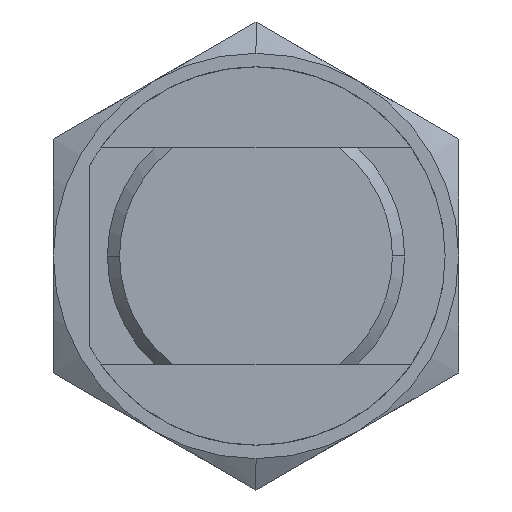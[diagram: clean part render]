
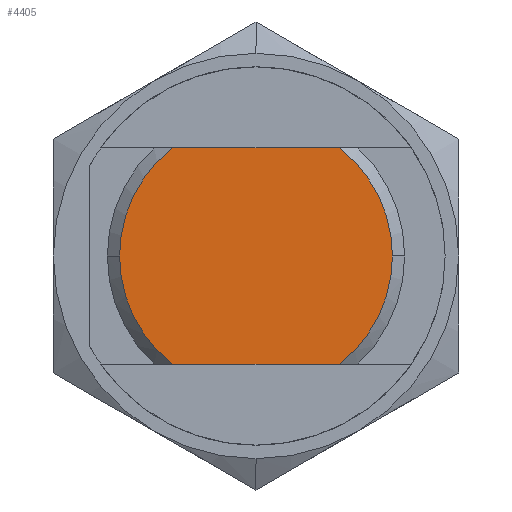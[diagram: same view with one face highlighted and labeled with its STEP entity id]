
A CAD part, front view. The second image highlights one B-rep face of the part: STEP entity #4405.
In plain terms, the highlighted planar face has unit normal (0, -1, 0).
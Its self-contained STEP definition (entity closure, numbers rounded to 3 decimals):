
#3525=CARTESIAN_POINT('',(10.1,0.0,0.));
#3526=VERTEX_POINT('',#3525);
#3533=CARTESIAN_POINT('',(6.165,0.0,-8.0));
#3534=VERTEX_POINT('',#3533);
#3535=CARTESIAN_POINT('',(0.0,0.0,0.0));
#3536=DIRECTION('',(0.0,1.0,0.0));
#3537=DIRECTION('',(1.0,0.0,0.0));
#3538=AXIS2_PLACEMENT_3D('',#3535,#3536,#3537);
#3539=CIRCLE('',#3538,10.1);
#3540=EDGE_CURVE('',#3526,#3534,#3539,.T.);
#3614=CARTESIAN_POINT('',(-10.1,0.0,0.));
#3615=VERTEX_POINT('',#3614);
#3622=CARTESIAN_POINT('',(-6.165,0.0,8.0));
#3623=VERTEX_POINT('',#3622);
#3624=CARTESIAN_POINT('',(0.0,0.0,0.0));
#3625=DIRECTION('',(0.0,1.0,0.0));
#3626=DIRECTION('',(-1.0,0.0,0.0));
#3627=AXIS2_PLACEMENT_3D('',#3624,#3625,#3626);
#3628=CIRCLE('',#3627,10.1);
#3629=EDGE_CURVE('',#3615,#3623,#3628,.T.);
#3663=CARTESIAN_POINT('',(-6.165,0.0,-8.0));
#3664=VERTEX_POINT('',#3663);
#3678=CARTESIAN_POINT('',(0.0,0.0,0.0));
#3679=DIRECTION('',(0.0,1.0,0.0));
#3680=DIRECTION('',(-1.0,0.0,0.0));
#3681=AXIS2_PLACEMENT_3D('',#3678,#3679,#3680);
#3682=CIRCLE('',#3681,10.1);
#3683=EDGE_CURVE('',#3664,#3615,#3682,.T.);
#3719=CARTESIAN_POINT('',(6.165,0.0,8.0));
#3720=VERTEX_POINT('',#3719);
#3721=CARTESIAN_POINT('',(6.165,0.0,8.0));
#3722=DIRECTION('',(-1.0,0.0,0.0));
#3723=VECTOR('',#3722,12.33);
#3724=LINE('',#3721,#3723);
#3725=EDGE_CURVE('',#3720,#3623,#3724,.T.);
#3783=CARTESIAN_POINT('',(0.0,0.0,0.0));
#3784=DIRECTION('',(0.0,1.0,0.0));
#3785=DIRECTION('',(1.0,0.0,0.0));
#3786=AXIS2_PLACEMENT_3D('',#3783,#3784,#3785);
#3787=CIRCLE('',#3786,10.1);
#3788=EDGE_CURVE('',#3720,#3526,#3787,.T.);
#3865=CARTESIAN_POINT('',(-6.165,0.0,-8.0));
#3866=DIRECTION('',(1.0,0.0,0.0));
#3867=VECTOR('',#3866,12.33);
#3868=LINE('',#3865,#3867);
#3869=EDGE_CURVE('',#3664,#3534,#3868,.T.);
#4392=CARTESIAN_POINT('',(-5.5,0.0,0.0));
#4393=DIRECTION('',(0.0,-1.0,0.0));
#4394=DIRECTION('',(0.0,0.0,-1.0));
#4395=AXIS2_PLACEMENT_3D('',#4392,#4393,#4394);
#4396=PLANE('',#4395);
#4397=ORIENTED_EDGE('',*,*,#3683,.F.);
#4398=ORIENTED_EDGE('',*,*,#3869,.T.);
#4399=ORIENTED_EDGE('',*,*,#3540,.F.);
#4400=ORIENTED_EDGE('',*,*,#3788,.F.);
#4401=ORIENTED_EDGE('',*,*,#3725,.T.);
#4402=ORIENTED_EDGE('',*,*,#3629,.F.);
#4403=EDGE_LOOP('',(#4397,#4398,#4399,#4400,#4401,#4402));
#4404=FACE_OUTER_BOUND('',#4403,.T.);
#4405=ADVANCED_FACE('',(#4404),#4396,.T.);
